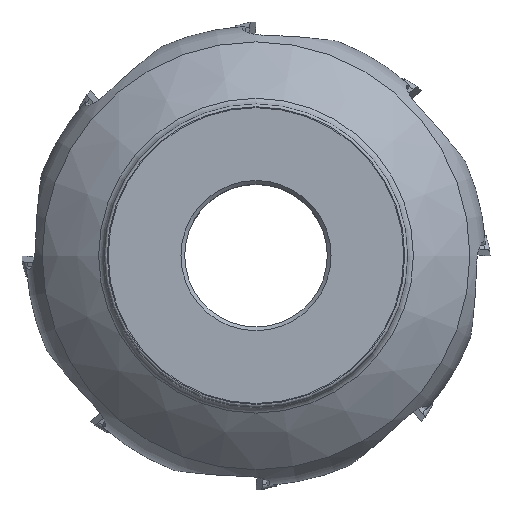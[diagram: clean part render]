
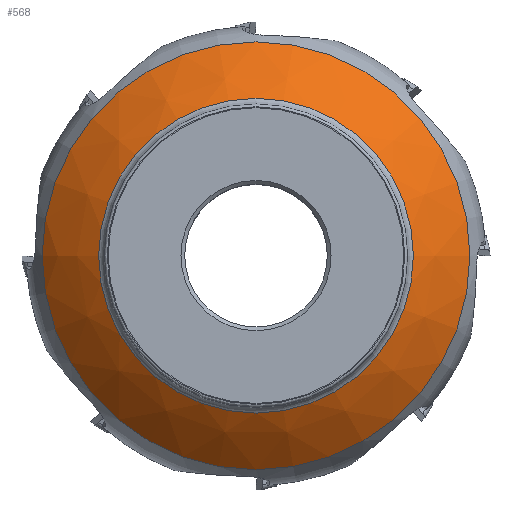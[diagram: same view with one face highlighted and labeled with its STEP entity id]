
A CAD part, top view. The second image highlights one B-rep face of the part: STEP entity #568.
In plain terms, the highlighted face is a revolution surface.
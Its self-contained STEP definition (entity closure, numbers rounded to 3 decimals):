
#149=SURFACE_OF_REVOLUTION('',#153,#151);
#151=AXIS1_PLACEMENT('',#5276,#3629);
#153=(
BOUNDED_CURVE()
B_SPLINE_CURVE(3,(#5272,#5273,#5274,#5275),.UNSPECIFIED.,.F.,.F.)
B_SPLINE_CURVE_WITH_KNOTS((4,4),(0.,1.),.UNSPECIFIED.)
CURVE()
GEOMETRIC_REPRESENTATION_ITEM()
RATIONAL_B_SPLINE_CURVE((1.,0.981,0.981,1.))
REPRESENTATION_ITEM('')
);
#173=FACE_BOUND('',#898,.T.);
#174=FACE_BOUND('',#899,.T.);
#568=ADVANCED_FACE('SU_3',(#173,#174),#149,.F.);
#898=EDGE_LOOP('',(#1535));
#899=EDGE_LOOP('',(#1536));
#1535=ORIENTED_EDGE('',*,*,#2606,.T.);
#1536=ORIENTED_EDGE('',*,*,#2605,.F.);
#2265=VERTEX_POINT('',#5264);
#2266=VERTEX_POINT('',#5271);
#2605=EDGE_CURVE('',#2265,#2265,#2827,.T.);
#2606=EDGE_CURVE('',#2266,#2266,#2828,.T.);
#2827=CIRCLE('',#3141,57.141);
#2828=CIRCLE('',#3142,42.037);
#3141=AXIS2_PLACEMENT_3D('',#5263,#3624,#3625);
#3142=AXIS2_PLACEMENT_3D('',#5270,#3627,#3628);
#3624=DIRECTION('',(0.,0.,-1.));
#3625=DIRECTION('',(-1.,0.,0.));
#3627=DIRECTION('',(0.,0.,-1.));
#3628=DIRECTION('',(-1.,0.,0.));
#3629=DIRECTION('',(0.,0.,-1.));
#5263=CARTESIAN_POINT('',(0.,0.,-34.535));
#5264=CARTESIAN_POINT('',(-57.141,0.,-34.535));
#5270=CARTESIAN_POINT('',(0.,0.,-21.931));
#5271=CARTESIAN_POINT('',(-42.037,0.,-21.931));
#5272=CARTESIAN_POINT('',(-57.141,0.,-34.535));
#5273=CARTESIAN_POINT('',(-53.382,0.,-30.066));
#5274=CARTESIAN_POINT('',(-48.252,0.,-25.785));
#5275=CARTESIAN_POINT('',(-42.037,0.,-21.931));
#5276=CARTESIAN_POINT('',(0.,0.,-57.9));
